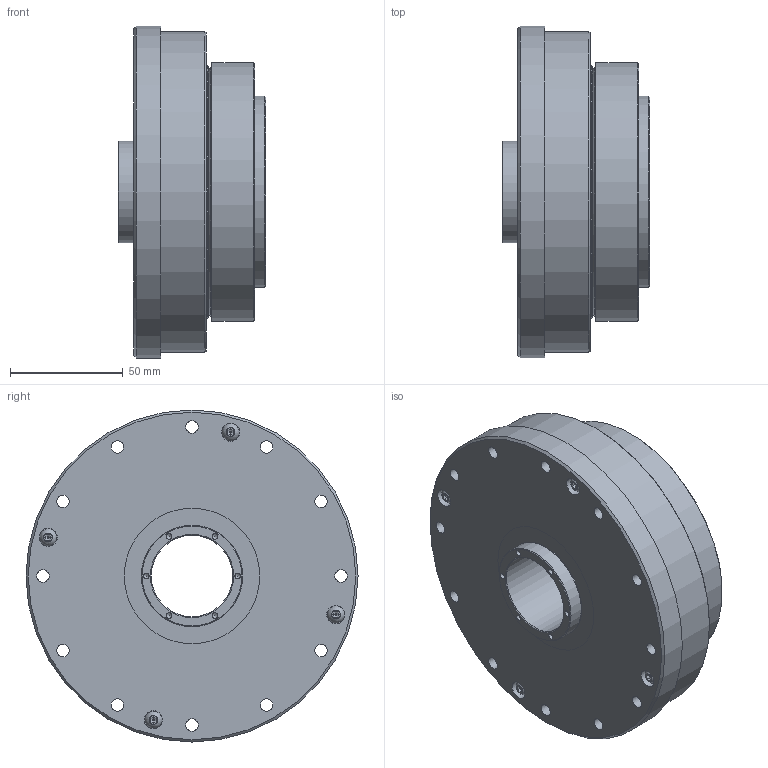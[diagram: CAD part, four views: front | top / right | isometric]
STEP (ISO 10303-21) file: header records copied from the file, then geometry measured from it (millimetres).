
FILE_DESCRIPTION(/* description */ ('STEP AP242','CAx-IF Rec.Pracs.---Representation and Presentation of Product Manufacturing Information (PMI)---4.0---2014-10-13','CAx-IF Rec.Pracs.---3D Tessellated Geometry---0.4---2014-09-14','2;1'),/* implementation_level */ '2;1');
FILE_NAME(/* name */ '68877357a62ef20fe4204e6f',/* time_stamp */ '2025-07-28T12:55:52Z',/* author */ (''),/* organization */ (''),/* preprocessor_version */ 'ST-DEVELOPER v20',/* originating_system */ 'ONSHAPE BY PTC INC, 1.201',/* authorisation */ ' ');
FILE_SCHEMA (('AP242_MANAGED_MODEL_BASED_3D_ENGINEERING_MIM_LF { 1 0 10303 442 1 1 4 }'));
Length unit declared in the file: metre
Products named in the file (33): HS-32-II; circlips for shaft--type a large gb_GB_CONNECTING_PIECE_RING_RRA 45; hexagon socket button head screws gb_GB_SOCKET_TYPE7 M4X10-C; ??-?45X?60X7; circlips for holes--type a gb_GB_CONNECTING_PIECE_RING_RRH 68; O????-?90X?1.8; deep groove ball bearings gb_Rolling bearings 61809 GB 276-94; ???; ??-?45X?52X4; deep groove ball bearings gb_Rolling bearings 61909 GB 276-94; ??; ?????-STXB-80-80-V0 <1>; ??-STXB-32-80; ??-STXB-80-120-V0; ??-????-M4X16-2 (2) <1>; lock washers internal teeth gb_GB_LOCK_WASHERS_TYPE1 4; hexagon socket head cap screws gb_GB_FASTENER_SCREWS_HSHCS M4X16-N; ??-????-M4X16-2 (1) <1>; ??-????-M4X16-2 <1>; ??-????-M4X16-2 (3) <1>; ??????-80-V1 <1>; ??????-?8; ???????-80; ??????-80; ????-STRU-80-142-234X?142 <1>; ????-??-?8; ????-??-STRU-80-142-?234; o-rings series a gb_GB-T 3452.1 118x1.8-A; ????-??-STRU-80-142
Assembly tree (110 placements, depth 4):
  HS-32-II
    circlips for shaft--type a large gb_GB_CONNECTING_PIECE_RING_RRA 45
    hexagon socket button head screws gb_GB_SOCKET_TYPE7 M4X10-C  x8
    ??-?45X?60X7
    circlips for holes--type a gb_GB_CONNECTING_PIECE_RING_RRH 68
    O????-?90X?1.8  x2
    ??-?45X?60X7
    deep groove ball bearings gb_Rolling bearings 61809 GB 276-94
    ???
    ??-?45X?52X4
    deep groove ball bearings gb_Rolling bearings 61909 GB 276-94
    ??
    ?????-STXB-80-80-V0 <1>
      ??-STXB-32-80
      ??-STXB-80-120-V0
      ??-????-M4X16-2 (2) <1>
        lock washers internal teeth gb_GB_LOCK_WASHERS_TYPE1 4
        hexagon socket head cap screws gb_GB_FASTENER_SCREWS_HSHCS M4X16-N
      ??-????-M4X16-2 (1) <1>
        lock washers internal teeth gb_GB_LOCK_WASHERS_TYPE1 4
        hexagon socket head cap screws gb_GB_FASTENER_SCREWS_HSHCS M4X16-N
      ??-????-M4X16-2 <1>
        hexagon socket head cap screws gb_GB_FASTENER_SCREWS_HSHCS M4X16-N
        lock washers internal teeth gb_GB_LOCK_WASHERS_TYPE1 4
      ??-STXB-80-120-V0
      ??-????-M4X16-2 (3) <1>
        hexagon socket head cap screws gb_GB_FASTENER_SCREWS_HSHCS M4X16-N
        lock washers internal teeth gb_GB_LOCK_WASHERS_TYPE1 4
      ??????-80-V1 <1>
        ??????-?8  x21
        ???????-80
        ??????-80
        ??????-80
      ????-STRU-80-142-234X?142 <1>
        ????-??-?8  x44
        ????-??-STRU-80-142-?234
        ????-??-STRU-80-142-?234
        o-rings series a gb_GB-T 3452.1 118x1.8-A
        ????-??-STRU-80-142
    o-rings series a gb_GB-T 3452.1 118x1.8-A
Bounding box: 65.5 x 147 x 147 mm (x, y, z)
Volume: 573084.5 mm3; surface area: 328653.1 mm2
Topology: 103 solids, 103 shells, 1352 faces, 3864 edges, 2597 vertices
Faces by surface type: plane 504, cylinder 379, cone 180, torus 178, sphere 106, bspline 5
Full cylindrical faces by diameter (mm): 2.5 x6, 3 x4, 3.3 x12, 4 x12, 4.2 x16, 4.5 x16, 5.5 x68, 7 x4, 8 x60, 36 x1, 42.5 x1, 44 x2, 44.8 x1, 44.9 x2, 44.955 x1, 45 x5, 47.4 x1, 49 x1, 49.333 x2, 49.6 x2, 50 x1, 52 x2, 52.667 x2, 53.667 x2, 57 x1, 58 x2, 58.928 x1, 60 x2, 60.333 x2, 62.328 x2
Entity records: 32639 total; most frequent: CARTESIAN_POINT 7979, DIRECTION 5291, ORIENTED_EDGE 4436, AXIS2_PLACEMENT_3D 2487, EDGE_CURVE 2218, VERTEX_POINT 1778, CIRCLE 1542, FACE_BOUND 1542
